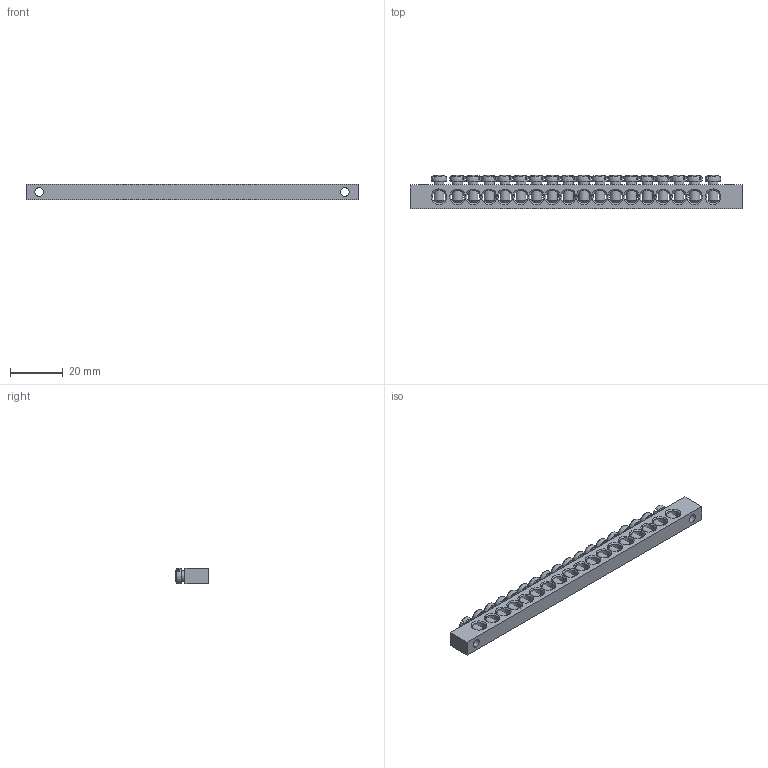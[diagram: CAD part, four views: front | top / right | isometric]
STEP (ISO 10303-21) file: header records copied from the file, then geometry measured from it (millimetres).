
FILE_DESCRIPTION(/* description */ (''),/* implementation_level */ '2;1');
FILE_NAME(/* name */ '6х9-18_2.stp',/* time_stamp */ '2021-04-12T22:44:09+03:00',/* author */ ('Admin'),/* organization */ (''),/* preprocessor_version */ 'ST-DEVELOPER v15.6',/* originating_system */ 'Autodesk Inventor 2015',/* authorisation */ '');
FILE_SCHEMA (('AUTOMOTIVE_DESIGN { 1 0 10303 214 3 1 1 }'));
Length unit declared in the file: millimetre
Products named in the file (3): 6х9-18_2; Винт M4x8; -ноль) X_2
Assembly tree (19 placements, depth 2):
  -ноль) X_2
    6х9-18_2
    Винт M4x8  x18
Bounding box: 126 x 12.65 x 6 mm (x, y, z)
Volume: 6575.1 mm3; surface area: 8669.9 mm2
Topology: 19 solids, 19 shells, 530 faces, 1398 edges, 924 vertices
Faces by surface type: plane 276, cone 90, cylinder 56, torus 54, sphere 36, bspline 18
Full cylindrical faces by diameter (mm): 3.242 x20, 3.9 x18, 5 x18
Entity records: 3828 total; most frequent: CARTESIAN_POINT 1162, DIRECTION 536, ORIENTED_EDGE 372, EDGE_LOOP 259, AXIS2_PLACEMENT_3D 251, EDGE_CURVE 186, VERTEX_POINT 163, FACE_BOUND 154
